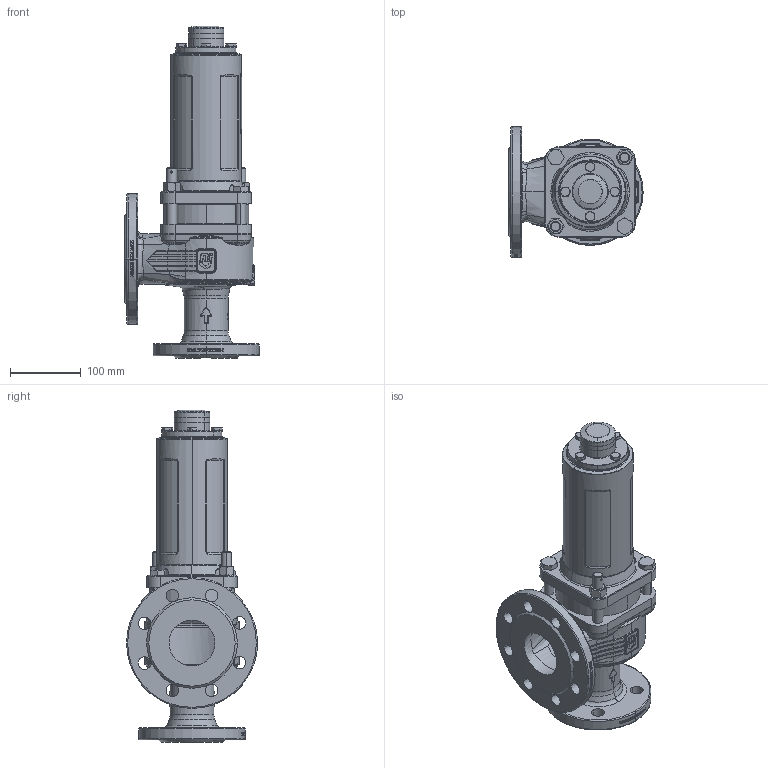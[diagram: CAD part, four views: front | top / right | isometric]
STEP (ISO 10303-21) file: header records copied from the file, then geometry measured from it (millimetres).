
FILE_DESCRIPTION(('HOOPS Exchange Step'),'2;1');
FILE_NAME('SF0402_DN40_DN40-65.stp','2025-06-26T08:45:12+02:00',('nieru'),('Unknown organisation'),'HOOPS Exchange 2024.2','HOOPS Exchange','Unknown authorisation');
FILE_SCHEMA( ('AP203_CONFIGURATION_CONTROLLED_3D_DESIGN_OF_MECHANICAL_PARTS_AND_ASSEMBLIES_MIM_LF') );
Length unit declared in the file: millimetre
Products named in the file (2): 0; root
Assembly tree (1 placements, depth 2):
  root
    0
Bounding box: 190 x 185 x 469.5 mm (x, y, z)
Volume: 1974985.9 mm3; surface area: 508372.7 mm2
Topology: 16 solids, 16 shells, 2139 faces, 5332 edges, 3242 vertices
Faces by surface type: bspline 824, plane 516, cylinder 356, cone 214, torus 123, extrusion 100, sphere 6
Full cylindrical faces by diameter (mm): 48 x1, 50 x1
Entity records: 143025 total; most frequent: CARTESIAN_POINT 100436, ORIENTED_EDGE 10472, DIRECTION 6068, EDGE_CURVE 5236, VERTEX_POINT 3241, B_SPLINE_CURVE_WITH_KNOTS 2792, AXIS2_PLACEMENT_3D 2348, EDGE_LOOP 2323
